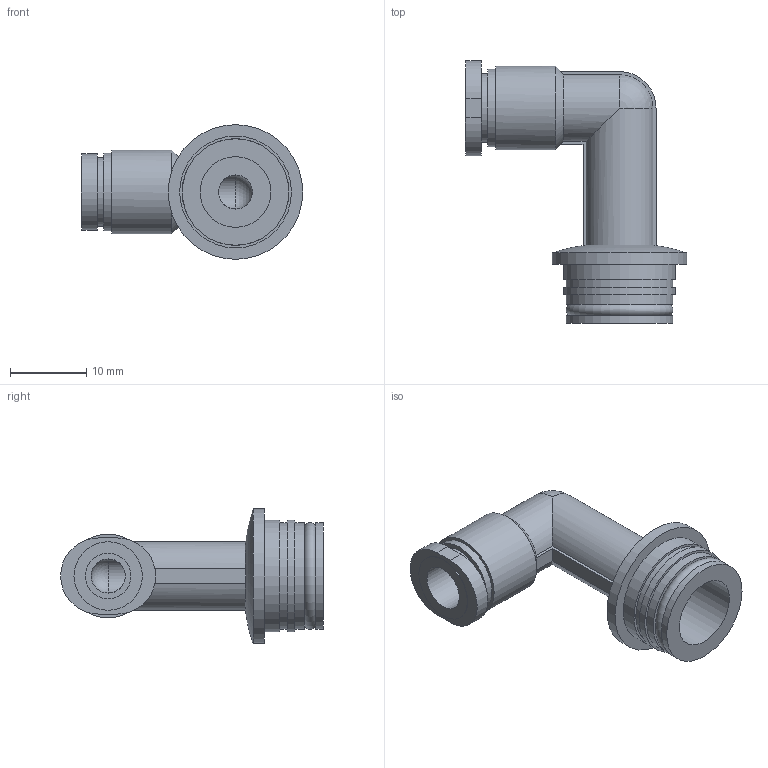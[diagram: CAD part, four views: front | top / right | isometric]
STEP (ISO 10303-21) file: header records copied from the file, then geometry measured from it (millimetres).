
FILE_DESCRIPTION(/* description */ ('STEP AP214'),/* implementation_level */ '2;1');
FILE_NAME(/* name */ '130847_QSPLLK18-6',/* time_stamp */ '2024-09-14T14:43:06+02:00',/* author */ ('License CC BY-ND 4.0'),/* organization */ ('CADENAS'),/* preprocessor_version */ 'ST-DEVELOPER v19.3',/* originating_system */ 'PARTsolutions',/* authorisation */ ' ');
FILE_SCHEMA (('AUTOMOTIVE_DESIGN {1 0 10303 214 3 1 1}'));
Length unit declared in the file: millimetre
Products named in the file (1): 130847 QSPLLK18-6
Bounding box: 29.15 x 34.55 x 17.7 mm (x, y, z)
Volume: 3169.7 mm3; surface area: 3169.3 mm2
Topology: 1 solids, 1 shells, 51 faces, 111 edges, 71 vertices
Faces by surface type: plane 24, cylinder 21, sphere 3, torus 2, cone 1
Full cylindrical faces by diameter (mm): 4.5 x2, 6 x1, 9 x2, 9.3 x1, 10.2 x1, 11 x1, 14 x3, 14.7 x2, 17.7 x1
Entity records: 1321 total; most frequent: CARTESIAN_POINT 244, DIRECTION 229, ORIENTED_EDGE 176, AXIS2_PLACEMENT_3D 101, EDGE_CURVE 88, EDGE_LOOP 82, FACE_BOUND 82, VERTEX_POINT 68
